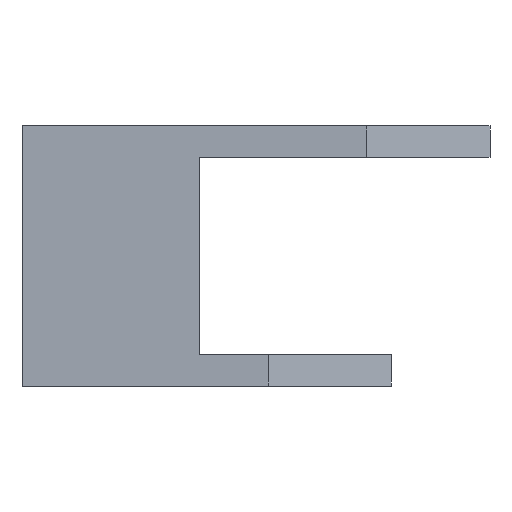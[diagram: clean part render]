
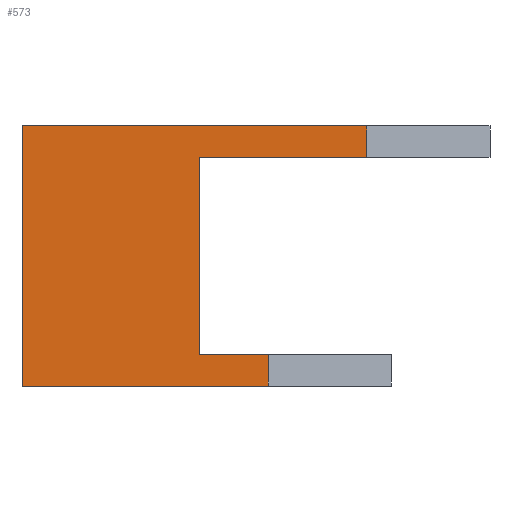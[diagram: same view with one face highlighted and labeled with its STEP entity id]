
A CAD part, front view. The second image highlights one B-rep face of the part: STEP entity #573.
In plain terms, the highlighted planar face has unit normal (0, -1, 0).
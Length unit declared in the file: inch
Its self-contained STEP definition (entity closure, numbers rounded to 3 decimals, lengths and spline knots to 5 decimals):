
#511=CARTESIAN_POINT('',(0.18,0.,0.232));
#512=DIRECTION('',(0.,0.,-1.));
#513=VECTOR('',#512,1.);
#514=LINE('',#511,#513);
#515=EDGE_CURVE('',#517,#519,#514,.T.);
#516=CARTESIAN_POINT('',(0.18,0.,0.232));
#517=VERTEX_POINT('',#516);
#518=CARTESIAN_POINT('',(0.18,0.,0.032));
#519=VERTEX_POINT('',#518);
#520=ORIENTED_EDGE('',*,*,#515,.F.);
#521=CARTESIAN_POINT('',(0.,0.,0.232));
#522=DIRECTION('',(1.,0.,0.));
#523=VECTOR('',#522,1.);
#524=LINE('',#521,#523);
#525=EDGE_CURVE('',#517,#527,#524,.T.);
#526=CARTESIAN_POINT('',(0.35,0.,0.232));
#527=VERTEX_POINT('',#526);
#528=ORIENTED_EDGE('',*,*,#525,.T.);
#529=CARTESIAN_POINT('',(0.35,0.,0.264));
#530=DIRECTION('',(0.,0.,-1.));
#531=VECTOR('',#530,1.);
#532=LINE('',#529,#531);
#533=EDGE_CURVE('',#535,#527,#532,.T.);
#534=CARTESIAN_POINT('',(0.35,0.,0.264));
#535=VERTEX_POINT('',#534);
#536=ORIENTED_EDGE('',*,*,#533,.F.);
#537=CARTESIAN_POINT('',(0.,0.,0.264));
#538=DIRECTION('',(1.,0.,0.));
#539=VECTOR('',#538,1.);
#540=LINE('',#537,#539);
#541=EDGE_CURVE('',#6346,#535,#540,.T.);
#542=ORIENTED_EDGE('',*,*,#541,.F.);
#543=ORIENTED_EDGE('',*,*,#6344,.T.);
#544=CARTESIAN_POINT('',(0.25,0.,0.));
#545=DIRECTION('',(-1.,0.,0.));
#546=VECTOR('',#545,1.);
#547=LINE('',#544,#546);
#548=EDGE_CURVE('',#550,#6348,#547,.T.);
#549=CARTESIAN_POINT('',(0.25,0.,0.));
#550=VERTEX_POINT('',#549);
#551=ORIENTED_EDGE('',*,*,#548,.F.);
#552=CARTESIAN_POINT('',(0.25,0.,0.));
#553=DIRECTION('',(0.,0.,1.));
#554=VECTOR('',#553,1.);
#555=LINE('',#552,#554);
#556=EDGE_CURVE('',#550,#558,#555,.T.);
#557=CARTESIAN_POINT('',(0.25,0.,0.032));
#558=VERTEX_POINT('',#557);
#559=ORIENTED_EDGE('',*,*,#556,.T.);
#560=CARTESIAN_POINT('',(0.25,0.,0.032));
#561=DIRECTION('',(-1.,0.,0.));
#562=VECTOR('',#561,1.);
#563=LINE('',#560,#562);
#564=EDGE_CURVE('',#558,#519,#563,.T.);
#565=ORIENTED_EDGE('',*,*,#564,.T.);
#566=EDGE_LOOP('',(#520,#528,#536,#542,#543,#551,#559,#565));
#567=FACE_BOUND('',#566,.T.);
#568=CARTESIAN_POINT('',(0.,0.,0.232));
#569=DIRECTION('',(0.,1.,0.));
#570=DIRECTION('',(0.,0.,1.));
#571=AXIS2_PLACEMENT_3D('',#568,#569,#570);
#572=PLANE('',#571);
#573=ADVANCED_FACE('',(#567),#572,.F.);
#6340=CARTESIAN_POINT('',(0.,0.,0.232));
#6341=DIRECTION('',(0.,0.,-1.));
#6342=VECTOR('',#6341,1.);
#6343=LINE('',#6340,#6342);
#6344=EDGE_CURVE('',#6346,#6348,#6343,.T.);
#6345=CARTESIAN_POINT('',(0.,0.,0.264));
#6346=VERTEX_POINT('',#6345);
#6347=CARTESIAN_POINT('',(0.,0.,0.));
#6348=VERTEX_POINT('',#6347);
